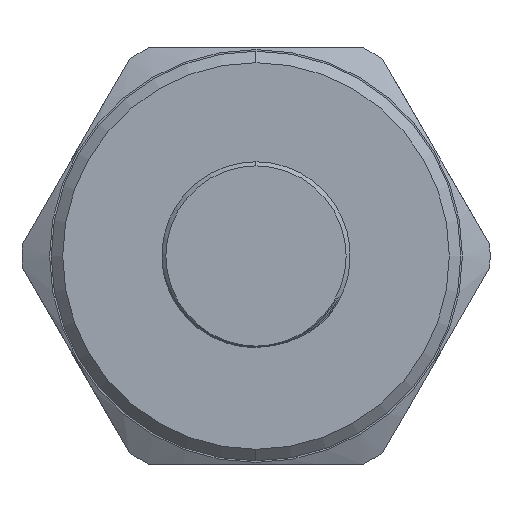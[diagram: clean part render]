
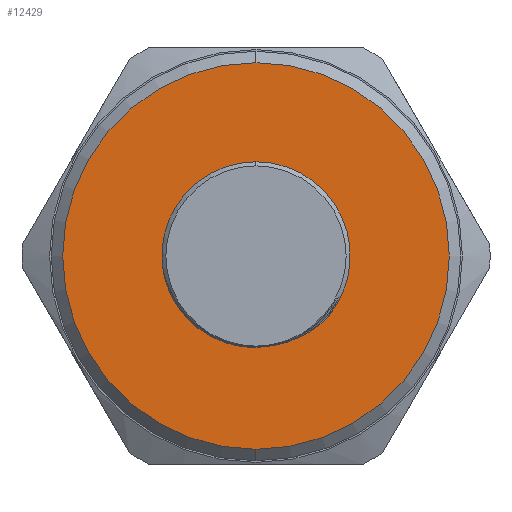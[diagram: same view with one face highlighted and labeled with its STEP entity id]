
A CAD part, left-side view. The second image highlights one B-rep face of the part: STEP entity #12429.
In plain terms, the highlighted planar face has unit normal (-1, 0, 0).
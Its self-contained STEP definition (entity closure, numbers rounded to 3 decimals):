
#102 = EDGE_CURVE ( 'NONE', #9949, #3087, #2257, .T. ) ;
#403 = CARTESIAN_POINT ( 'NONE',  ( -112.75, 0., 5.75 ) ) ;
#409 = B_SPLINE_CURVE_WITH_KNOTS ( 'NONE', 3,
 ( #2262, #5705, #3527, #6828, #13469, #7915, #1216, #9049, #2346, #12480, #10168, #3484, #11285, #4607, #5754, #13562 ),
 .UNSPECIFIED., .F., .F.,
 ( 4, 2, 2, 2, 2, 2, 2, 4 ),
 ( 0., 0.001, 0.002, 0.004, 0.005, 0.007, 0.009, 0.01 ),
 .UNSPECIFIED. ) ;
#620 = CARTESIAN_POINT ( 'NONE',  ( -112.75, 5.234, -2.128 ) ) ;
#718 = VERTEX_POINT ( 'NONE', #7455 ) ;
#1048 = ORIENTED_EDGE ( 'NONE', *, *, #10592, .T. ) ;
#1216 = CARTESIAN_POINT ( 'NONE',  ( -112.75, 0.135, -5.571 ) ) ;
#1304 = CARTESIAN_POINT ( 'NONE',  ( -112.75, 0., 11.8 ) ) ;
#1348 = CARTESIAN_POINT ( 'NONE',  ( -112.75, -4.119, -3.999 ) ) ;
#1401 = CARTESIAN_POINT ( 'NONE',  ( -112.75, 5.234, -2.128 ) ) ;
#1694 = DIRECTION ( 'NONE',  ( 0., 0., -1. ) ) ;
#2257 = B_SPLINE_CURVE_WITH_KNOTS ( 'NONE', 3,
 ( #620, #9570, #11801, #12966 ),
 .UNSPECIFIED., .F., .F.,
 ( 4, 4 ),
 ( 0., 0.002 ),
 .UNSPECIFIED. ) ;
#2262 = CARTESIAN_POINT ( 'NONE',  ( -112.75, -2.967, -4.808 ) ) ;
#2279 = ORIENTED_EDGE ( 'NONE', *, *, #102, .T. ) ;
#2346 = CARTESIAN_POINT ( 'NONE',  ( -112.75, 1.332, -5.403 ) ) ;
#2551 = VERTEX_POINT ( 'NONE', #1304 ) ;
#2641 = CARTESIAN_POINT ( 'NONE',  ( -112.75, -4.317, -3.798 ) ) ;
#3087 = VERTEX_POINT ( 'NONE', #6869 ) ;
#3288 = DIRECTION ( 'NONE',  ( 1., 0., 0. ) ) ;
#3435 = FACE_BOUND ( 'NONE', #9230, .T. ) ;
#3472 = CARTESIAN_POINT ( 'NONE',  ( -112.75, -3.458, -4.521 ) ) ;
#3484 = CARTESIAN_POINT ( 'NONE',  ( -112.75, 4.102, -3.799 ) ) ;
#3527 = CARTESIAN_POINT ( 'NONE',  ( -112.75, -2.237, -5.16 ) ) ;
#3866 = DIRECTION ( 'NONE',  ( 0., 0., -1. ) ) ;
#3905 = AXIS2_PLACEMENT_3D ( 'NONE', #8806, #3288, #8755 ) ;
#4467 = EDGE_LOOP ( 'NONE', ( #5736, #5818 ) ) ;
#4607 = CARTESIAN_POINT ( 'NONE',  ( -112.75, 4.852, -2.844 ) ) ;
#5055 = DIRECTION ( 'NONE',  ( 1., 0., 0. ) ) ;
#5311 = DIRECTION ( 'NONE',  ( -1., 0., 0. ) ) ;
#5705 = CARTESIAN_POINT ( 'NONE',  ( -112.75, -2.61, -4.999 ) ) ;
#5736 = ORIENTED_EDGE ( 'NONE', *, *, #7609, .T. ) ;
#5754 = CARTESIAN_POINT ( 'NONE',  ( -112.75, 5.058, -2.493 ) ) ;
#5818 = ORIENTED_EDGE ( 'NONE', *, *, #10020, .T. ) ;
#5986 = CARTESIAN_POINT ( 'NONE',  ( -112.75, 0., 0. ) ) ;
#6233 = CARTESIAN_POINT ( 'NONE',  ( -112.75, 0., 0. ) ) ;
#6562 = ORIENTED_EDGE ( 'NONE', *, *, #14300, .T. ) ;
#6688 = PLANE ( 'NONE',  #3905 ) ;
#6783 = FACE_OUTER_BOUND ( 'NONE', #4467, .T. ) ;
#6828 = CARTESIAN_POINT ( 'NONE',  ( -112.75, -1.465, -5.405 ) ) ;
#6869 = CARTESIAN_POINT ( 'NONE',  ( -112.75, 5.722, -0.569 ) ) ;
#6958 = CARTESIAN_POINT ( 'NONE',  ( -112.75, -2.967, -4.808 ) ) ;
#7333 = CIRCLE ( 'NONE', #7808, 11.8 ) ;
#7455 = CARTESIAN_POINT ( 'NONE',  ( -112.75, -2.967, -4.808 ) ) ;
#7609 = EDGE_CURVE ( 'NONE', #13657, #2551, #10436, .T. ) ;
#7808 = AXIS2_PLACEMENT_3D ( 'NONE', #12625, #10207, #13610 ) ;
#7915 = CARTESIAN_POINT ( 'NONE',  ( -112.75, -0.265, -5.571 ) ) ;
#8353 = DIRECTION ( 'NONE',  ( 1., 0., 0. ) ) ;
#8516 = ORIENTED_EDGE ( 'NONE', *, *, #10058, .T. ) ;
#8755 = DIRECTION ( 'NONE',  ( 0., 0., -1. ) ) ;
#8806 = CARTESIAN_POINT ( 'NONE',  ( -112.75, 0., 0. ) ) ;
#8848 = AXIS2_PLACEMENT_3D ( 'NONE', #5986, #8353, #3866 ) ;
#9049 = CARTESIAN_POINT ( 'NONE',  ( -112.75, 0.933, -5.488 ) ) ;
#9230 = EDGE_LOOP ( 'NONE', ( #2279, #8516, #9490, #1048, #6562 ) ) ;
#9490 = ORIENTED_EDGE ( 'NONE', *, *, #11061, .T. ) ;
#9570 = CARTESIAN_POINT ( 'NONE',  ( -112.75, 5.473, -1.632 ) ) ;
#9673 = VERTEX_POINT ( 'NONE', #2641 ) ;
#9949 = VERTEX_POINT ( 'NONE', #1401 ) ;
#10020 = EDGE_CURVE ( 'NONE', #2551, #13657, #7333, .T. ) ;
#10058 = EDGE_CURVE ( 'NONE', #3087, #13289, #12581, .T. ) ;
#10168 = CARTESIAN_POINT ( 'NONE',  ( -112.75, 3.202, -4.613 ) ) ;
#10207 = DIRECTION ( 'NONE',  ( -1., 0., 0. ) ) ;
#10221 = CARTESIAN_POINT ( 'NONE',  ( -112.75, 0., -11.8 ) ) ;
#10436 = CIRCLE ( 'NONE', #12463, 11.8 ) ;
#10592 = EDGE_CURVE ( 'NONE', #9673, #718, #12406, .T. ) ;
#11061 = EDGE_CURVE ( 'NONE', #13289, #9673, #11841, .T. ) ;
#11285 = CARTESIAN_POINT ( 'NONE',  ( -112.75, 4.374, -3.496 ) ) ;
#11468 = CARTESIAN_POINT ( 'NONE',  ( -112.75, -3.907, -4.184 ) ) ;
#11801 = CARTESIAN_POINT ( 'NONE',  ( -112.75, 5.635, -1.112 ) ) ;
#11841 = CIRCLE ( 'NONE', #13546, 5.75 ) ;
#11960 = DIRECTION ( 'NONE',  ( 0., 0., 1. ) ) ;
#12406 = B_SPLINE_CURVE_WITH_KNOTS ( 'NONE', 3,
 ( #13549, #1348, #11468, #3472, #12568, #6958 ),
 .UNSPECIFIED., .F., .F.,
 ( 4, 2, 4 ),
 ( 0.002, 0.003, 0.004 ),
 .UNSPECIFIED. ) ;
#12429 = ADVANCED_FACE ( 'NONE', ( #6783, #3435 ), #6688, .F. ) ;
#12463 = AXIS2_PLACEMENT_3D ( 'NONE', #6233, #5311, #11960 ) ;
#12480 = CARTESIAN_POINT ( 'NONE',  ( -112.75, 2.486, -5.028 ) ) ;
#12568 = CARTESIAN_POINT ( 'NONE',  ( -112.75, -3.218, -4.674 ) ) ;
#12581 = CIRCLE ( 'NONE', #8848, 5.75 ) ;
#12625 = CARTESIAN_POINT ( 'NONE',  ( -112.75, 0., 0. ) ) ;
#12966 = CARTESIAN_POINT ( 'NONE',  ( -112.75, 5.722, -0.569 ) ) ;
#13289 = VERTEX_POINT ( 'NONE', #403 ) ;
#13469 = CARTESIAN_POINT ( 'NONE',  ( -112.75, -1.066, -5.488 ) ) ;
#13546 = AXIS2_PLACEMENT_3D ( 'NONE', #13981, #5055, #1694 ) ;
#13549 = CARTESIAN_POINT ( 'NONE',  ( -112.75, -4.317, -3.798 ) ) ;
#13562 = CARTESIAN_POINT ( 'NONE',  ( -112.75, 5.234, -2.128 ) ) ;
#13610 = DIRECTION ( 'NONE',  ( 0., 0., 1. ) ) ;
#13657 = VERTEX_POINT ( 'NONE', #10221 ) ;
#13981 = CARTESIAN_POINT ( 'NONE',  ( -112.75, 0., 0. ) ) ;
#14300 = EDGE_CURVE ( 'NONE', #718, #9949, #409, .T. ) ;
